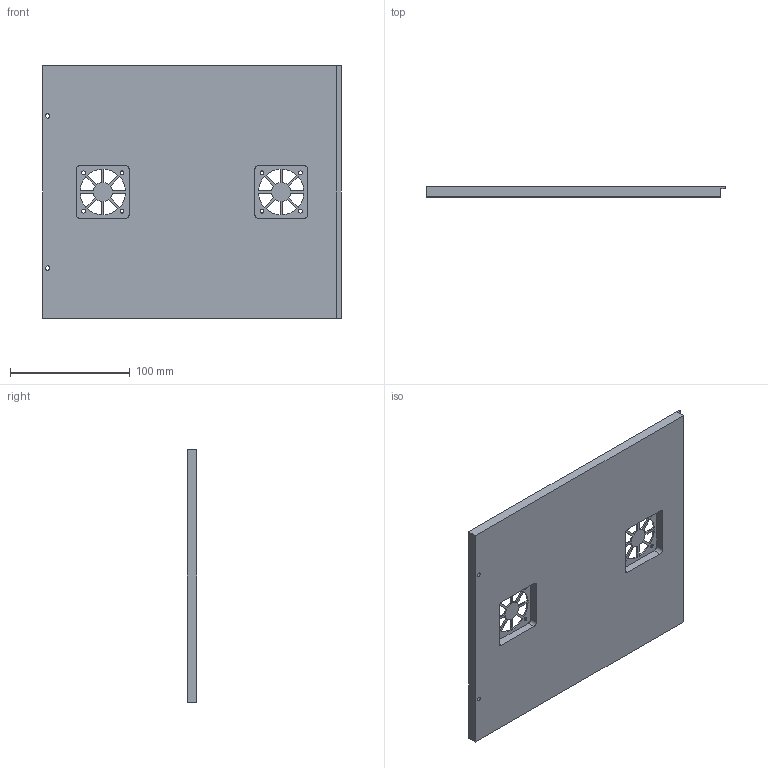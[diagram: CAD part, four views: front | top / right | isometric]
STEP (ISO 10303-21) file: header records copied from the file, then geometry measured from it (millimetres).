
FILE_DESCRIPTION((''),'2;1');
FILE_NAME('1111','2021-11-10T',('Administrator'),(''),'PRO/ENGINEER BY PARAMETRIC TECHNOLOGY CORPORATION, 2013040','PRO/ENGINEER BY PARAMETRIC TECHNOLOGY CORPORATION, 2013040','');
FILE_SCHEMA(('CONFIG_CONTROL_DESIGN'));
Length unit declared in the file: millimetre
Products named in the file (1): 1111
Bounding box: 249 x 8 x 211 mm (x, y, z)
Volume: 375053.9 mm3; surface area: 113194.5 mm2
Topology: 1 solids, 1 shells, 128 faces, 366 edges, 244 vertices
Faces by surface type: cylinder 68, plane 60
Entity records: 4368 total; most frequent: DIRECTION 758, CARTESIAN_POINT 738, ORIENTED_EDGE 732, EDGE_CURVE 366, AXIS2_PLACEMENT_3D 264, VERTEX_POINT 244, VECTOR 230, LINE 230
